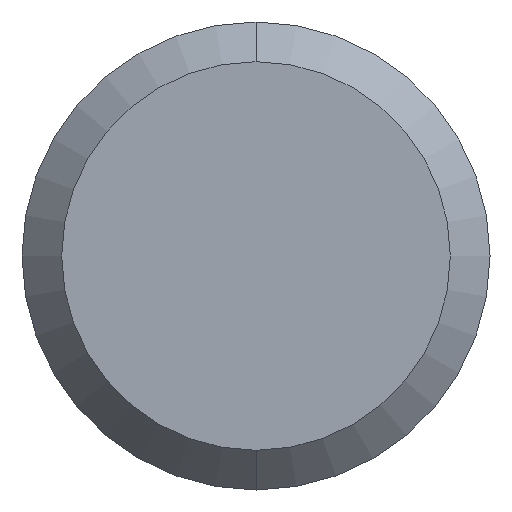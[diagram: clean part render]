
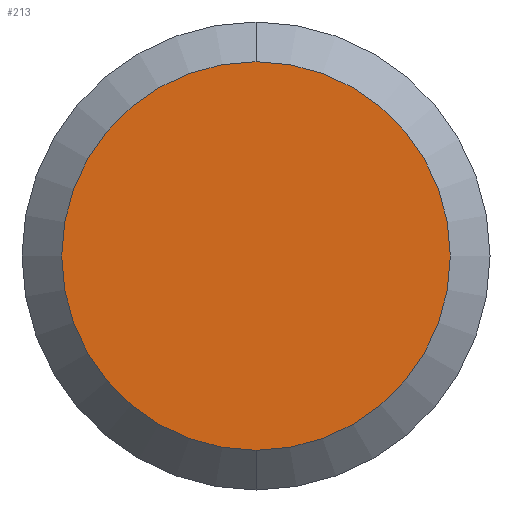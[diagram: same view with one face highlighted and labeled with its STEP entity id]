
A CAD part, front view. The second image highlights one B-rep face of the part: STEP entity #213.
In plain terms, the highlighted planar face has unit normal (0, -1, 0).
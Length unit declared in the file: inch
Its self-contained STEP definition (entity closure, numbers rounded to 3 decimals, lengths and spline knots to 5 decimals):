
#13 = FACE_OUTER_BOUND ( 'NONE', #238, .T. ) ;
#20 = ORIENTED_EDGE ( 'NONE', *, *, #72, .T. ) ;
#23 = VERTEX_POINT ( 'NONE', #147 ) ;
#50 = DIRECTION ( 'NONE',  ( 0., 1., 0. ) ) ;
#55 = DIRECTION ( 'NONE',  ( 0., 0., 1. ) ) ;
#72 = EDGE_CURVE ( 'NONE', #88, #23, #225, .T. ) ;
#88 = VERTEX_POINT ( 'NONE', #151 ) ;
#97 = AXIS2_PLACEMENT_3D ( 'NONE', #218, #146, #55 ) ;
#101 = DIRECTION ( 'NONE',  ( 0., -1., 0. ) ) ;
#128 = AXIS2_PLACEMENT_3D ( 'NONE', #247, #50, #244 ) ;
#132 = CARTESIAN_POINT ( 'NONE',  ( 0., 0., 0. ) ) ;
#146 = DIRECTION ( 'NONE',  ( 0., -1., 0. ) ) ;
#147 = CARTESIAN_POINT ( 'NONE',  ( 0., 0., 0.09796 ) ) ;
#151 = CARTESIAN_POINT ( 'NONE',  ( 0., 0., -0.09796 ) ) ;
#168 = DIRECTION ( 'NONE',  ( 0., 0., 1. ) ) ;
#180 = AXIS2_PLACEMENT_3D ( 'NONE', #132, #101, #168 ) ;
#200 = ORIENTED_EDGE ( 'NONE', *, *, #259, .T. ) ;
#213 = ADVANCED_FACE ( 'NONE', ( #13 ), #216, .F. ) ;
#214 = CIRCLE ( 'NONE', #97, 0.09796 ) ;
#216 = PLANE ( 'NONE',  #128 ) ;
#218 = CARTESIAN_POINT ( 'NONE',  ( 0., 0., 0. ) ) ;
#225 = CIRCLE ( 'NONE', #180, 0.09796 ) ;
#238 = EDGE_LOOP ( 'NONE', ( #200, #20 ) ) ;
#244 = DIRECTION ( 'NONE',  ( 0., 0., 1. ) ) ;
#247 = CARTESIAN_POINT ( 'NONE',  ( 0., 0., 0. ) ) ;
#259 = EDGE_CURVE ( 'NONE', #23, #88, #214, .T. ) ;
